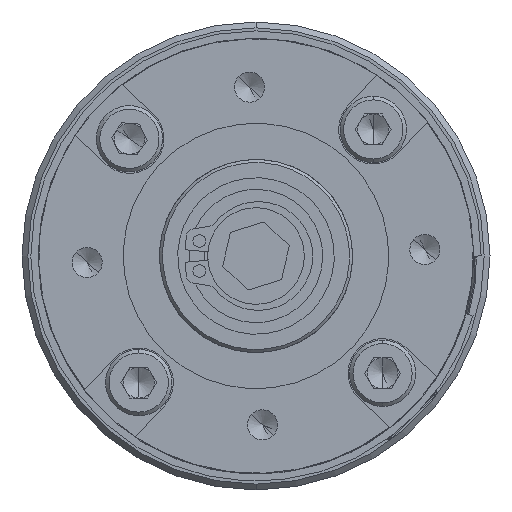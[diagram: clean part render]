
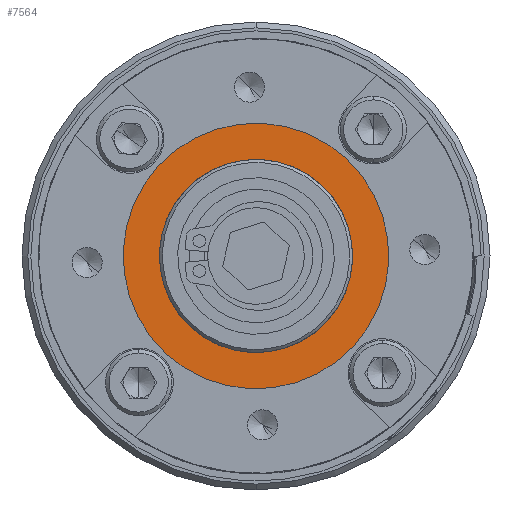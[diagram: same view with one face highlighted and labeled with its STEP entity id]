
A CAD part, front view. The second image highlights one B-rep face of the part: STEP entity #7564.
In plain terms, the highlighted face is planar.
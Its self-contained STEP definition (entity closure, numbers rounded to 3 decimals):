
#239 = ORIENTED_EDGE ( 'NONE', *, *, #31371, .F. ) ;
#496 = DIRECTION ( 'NONE',  ( 1., 0., 0. ) ) ;
#677 = EDGE_CURVE ( 'NONE', #46704, #7978, #26704, .T. ) ;
#1517 = VERTEX_POINT ( 'NONE', #17244 ) ;
#2291 = CIRCLE ( 'NONE', #4058, 11. ) ;
#3398 = AXIS2_PLACEMENT_3D ( 'NONE', #12789, #42663, #17602 ) ;
#4058 = AXIS2_PLACEMENT_3D ( 'NONE', #35846, #61270, #5723 ) ;
#4968 = DIRECTION ( 'NONE',  ( 0., 0., 1. ) ) ;
#5584 = VERTEX_POINT ( 'NONE', #61180 ) ;
#5723 = DIRECTION ( 'NONE',  ( -1., 0., 0. ) ) ;
#7564 = ADVANCED_FACE ( 'NONE', ( #48009, #12646 ), #14431, .T. ) ;
#7978 = VERTEX_POINT ( 'NONE', #29133 ) ;
#12646 = FACE_BOUND ( 'NONE', #45860, .T. ) ;
#12789 = CARTESIAN_POINT ( 'NONE',  ( 0., 0., 33.456 ) ) ;
#14431 = PLANE ( 'NONE',  #40528 ) ;
#15669 = AXIS2_PLACEMENT_3D ( 'NONE', #20947, #35716, #496 ) ;
#17244 = CARTESIAN_POINT ( 'NONE',  ( 8., 0., 33.456 ) ) ;
#17602 = DIRECTION ( 'NONE',  ( -1., 0., 0. ) ) ;
#20947 = CARTESIAN_POINT ( 'NONE',  ( 0., 0., 33.456 ) ) ;
#22280 = EDGE_LOOP ( 'NONE', ( #35377, #239 ) ) ;
#26704 = CIRCLE ( 'NONE', #3398, 11. ) ;
#29133 = CARTESIAN_POINT ( 'NONE',  ( 11., 0., 33.456 ) ) ;
#31371 = EDGE_CURVE ( 'NONE', #7978, #46704, #2291, .T. ) ;
#32407 = AXIS2_PLACEMENT_3D ( 'NONE', #34475, #44302, #48950 ) ;
#34313 = EDGE_CURVE ( 'NONE', #5584, #1517, #56457, .T. ) ;
#34475 = CARTESIAN_POINT ( 'NONE',  ( 0., 0., 33.456 ) ) ;
#35377 = ORIENTED_EDGE ( 'NONE', *, *, #677, .F. ) ;
#35716 = DIRECTION ( 'NONE',  ( 0., 0., -1. ) ) ;
#35846 = CARTESIAN_POINT ( 'NONE',  ( 0., 0., 33.456 ) ) ;
#37872 = ORIENTED_EDGE ( 'NONE', *, *, #41307, .T. ) ;
#40528 = AXIS2_PLACEMENT_3D ( 'NONE', #45152, #4968, #60099 ) ;
#41307 = EDGE_CURVE ( 'NONE', #1517, #5584, #46095, .T. ) ;
#42663 = DIRECTION ( 'NONE',  ( 0., 0., -1. ) ) ;
#44302 = DIRECTION ( 'NONE',  ( 0., 0., -1. ) ) ;
#45152 = CARTESIAN_POINT ( 'NONE',  ( 0., 0., 33.456 ) ) ;
#45860 = EDGE_LOOP ( 'NONE', ( #37872, #59696 ) ) ;
#46095 = CIRCLE ( 'NONE', #15669, 8. ) ;
#46704 = VERTEX_POINT ( 'NONE', #51786 ) ;
#48009 = FACE_OUTER_BOUND ( 'NONE', #22280, .T. ) ;
#48950 = DIRECTION ( 'NONE',  ( 1., 0., 0. ) ) ;
#51786 = CARTESIAN_POINT ( 'NONE',  ( -11., 0., 33.456 ) ) ;
#56457 = CIRCLE ( 'NONE', #32407, 8. ) ;
#59696 = ORIENTED_EDGE ( 'NONE', *, *, #34313, .T. ) ;
#60099 = DIRECTION ( 'NONE',  ( 1., 0., 0. ) ) ;
#61180 = CARTESIAN_POINT ( 'NONE',  ( -8., 0., 33.456 ) ) ;
#61270 = DIRECTION ( 'NONE',  ( 0., 0., -1. ) ) ;
